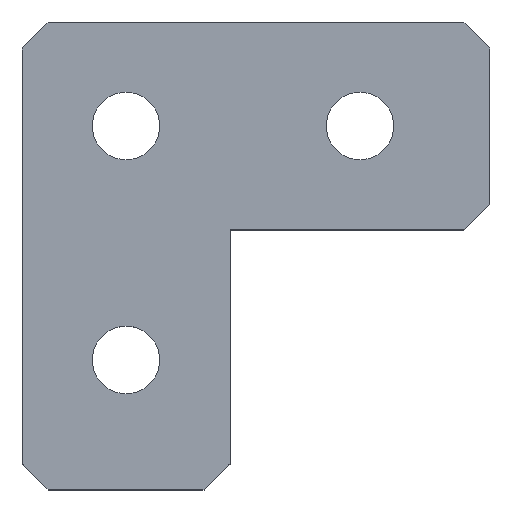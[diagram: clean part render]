
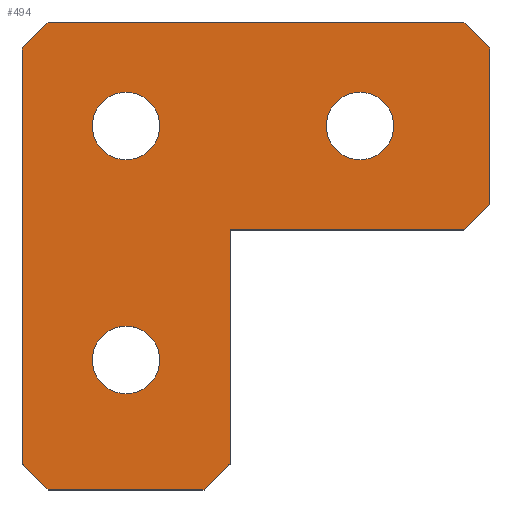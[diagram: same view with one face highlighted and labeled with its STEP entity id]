
A CAD part, top view. The second image highlights one B-rep face of the part: STEP entity #494.
In plain terms, the highlighted planar face has unit normal (0, 0, 1).
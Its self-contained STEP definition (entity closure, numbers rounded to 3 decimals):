
#9 = VECTOR ( 'NONE', #224, 1000. ) ;
#14 = EDGE_CURVE ( 'NONE', #570, #110, #291, .T. ) ;
#25 = DIRECTION ( 'NONE',  ( 0.707, 0.707, 0. ) ) ;
#38 = DIRECTION ( 'NONE',  ( 0., -1., 0. ) ) ;
#39 = DIRECTION ( 'NONE',  ( 0., 1., 0. ) ) ;
#42 = VERTEX_POINT ( 'NONE', #82 ) ;
#54 = CARTESIAN_POINT ( 'NONE',  ( 65., 70., 5. ) ) ;
#57 = CARTESIAN_POINT ( 'NONE',  ( 40., 50., 5. ) ) ;
#69 = CARTESIAN_POINT ( 'NONE',  ( 40., 0., 5. ) ) ;
#71 = VERTEX_POINT ( 'NONE', #220 ) ;
#76 = AXIS2_PLACEMENT_3D ( 'NONE', #608, #605, #573 ) ;
#80 = EDGE_CURVE ( 'NONE', #571, #158, #510, .T. ) ;
#81 = ORIENTED_EDGE ( 'NONE', *, *, #564, .T. ) ;
#82 = CARTESIAN_POINT ( 'NONE',  ( 13.5, 70., 5. ) ) ;
#89 = EDGE_CURVE ( 'NONE', #556, #42, #654, .T. ) ;
#97 = ORIENTED_EDGE ( 'NONE', *, *, #518, .T. ) ;
#106 = CARTESIAN_POINT ( 'NONE',  ( 71.5, 70., 5. ) ) ;
#107 = CARTESIAN_POINT ( 'NONE',  ( 0., 0., 5. ) ) ;
#110 = VERTEX_POINT ( 'NONE', #272 ) ;
#113 = CIRCLE ( 'NONE', #128, 6.5 ) ;
#116 = EDGE_CURVE ( 'NONE', #538, #598, #404, .T. ) ;
#120 = ORIENTED_EDGE ( 'NONE', *, *, #387, .F. ) ;
#128 = AXIS2_PLACEMENT_3D ( 'NONE', #468, #350, #265 ) ;
#138 = CARTESIAN_POINT ( 'NONE',  ( 90., 90., 5. ) ) ;
#142 = ORIENTED_EDGE ( 'NONE', *, *, #323, .T. ) ;
#149 = VECTOR ( 'NONE', #38, 1000. ) ;
#152 = EDGE_CURVE ( 'NONE', #458, #339, #593, .T. ) ;
#158 = VERTEX_POINT ( 'NONE', #563 ) ;
#159 = EDGE_CURVE ( 'NONE', #339, #571, #539, .T. ) ;
#163 = EDGE_CURVE ( 'NONE', #456, #177, #439, .T. ) ;
#171 = VECTOR ( 'NONE', #581, 1000. ) ;
#175 = VECTOR ( 'NONE', #25, 1000. ) ;
#177 = VERTEX_POINT ( 'NONE', #578 ) ;
#178 = ORIENTED_EDGE ( 'NONE', *, *, #163, .T. ) ;
#185 = CIRCLE ( 'NONE', #310, 6.5 ) ;
#191 = LINE ( 'NONE', #69, #613 ) ;
#192 = EDGE_CURVE ( 'NONE', #482, #71, #234, .T. ) ;
#196 = ORIENTED_EDGE ( 'NONE', *, *, #80, .T. ) ;
#199 = CARTESIAN_POINT ( 'NONE',  ( 40., 5., 5. ) ) ;
#202 = LINE ( 'NONE', #215, #617 ) ;
#203 = CARTESIAN_POINT ( 'NONE',  ( 85., 90., 5. ) ) ;
#214 = CARTESIAN_POINT ( 'NONE',  ( 20., 70., 5. ) ) ;
#215 = CARTESIAN_POINT ( 'NONE',  ( -42.5, 42.5, 5. ) ) ;
#218 = CARTESIAN_POINT ( 'NONE',  ( 2.5, 2.5, 5. ) ) ;
#220 = CARTESIAN_POINT ( 'NONE',  ( 35., 0., 5. ) ) ;
#224 = DIRECTION ( 'NONE',  ( -1., 0., 0. ) ) ;
#227 = CARTESIAN_POINT ( 'NONE',  ( 58.5, 70., 5. ) ) ;
#230 = CARTESIAN_POINT ( 'NONE',  ( 65., 70., 5. ) ) ;
#231 = FACE_BOUND ( 'NONE', #579, .T. ) ;
#234 = LINE ( 'NONE', #107, #547 ) ;
#240 = AXIS2_PLACEMENT_3D ( 'NONE', #54, #621, #569 ) ;
#243 = CARTESIAN_POINT ( 'NONE',  ( 85., 50., 5. ) ) ;
#244 = ORIENTED_EDGE ( 'NONE', *, *, #152, .T. ) ;
#245 = CARTESIAN_POINT ( 'NONE',  ( 17.5, -17.5, 5. ) ) ;
#247 = CARTESIAN_POINT ( 'NONE',  ( 90., 55., 5. ) ) ;
#248 = CARTESIAN_POINT ( 'NONE',  ( 90., 85., 5. ) ) ;
#255 = AXIS2_PLACEMENT_3D ( 'NONE', #276, #290, #316 ) ;
#260 = DIRECTION ( 'NONE',  ( 1., 0., 0. ) ) ;
#262 = ORIENTED_EDGE ( 'NONE', *, *, #116, .T. ) ;
#265 = DIRECTION ( 'NONE',  ( -1., 0., 0. ) ) ;
#266 = DIRECTION ( 'NONE',  ( -1., 0., 0. ) ) ;
#270 = CARTESIAN_POINT ( 'NONE',  ( 26.5, 70., 5. ) ) ;
#272 = CARTESIAN_POINT ( 'NONE',  ( 0., 5., 5. ) ) ;
#276 = CARTESIAN_POINT ( 'NONE',  ( 20., 70., 5. ) ) ;
#290 = DIRECTION ( 'NONE',  ( 0., 0., 1. ) ) ;
#291 = LINE ( 'NONE', #364, #149 ) ;
#299 = ORIENTED_EDGE ( 'NONE', *, *, #159, .T. ) ;
#303 = VECTOR ( 'NONE', #484, 1000. ) ;
#310 = AXIS2_PLACEMENT_3D ( 'NONE', #214, #580, #260 ) ;
#311 = ORIENTED_EDGE ( 'NONE', *, *, #639, .T. ) ;
#313 = DIRECTION ( 'NONE',  ( -0.707, -0.707, 0. ) ) ;
#316 = DIRECTION ( 'NONE',  ( 1., 0., 0. ) ) ;
#320 = ORIENTED_EDGE ( 'NONE', *, *, #427, .T. ) ;
#322 = EDGE_CURVE ( 'NONE', #158, #570, #202, .T. ) ;
#323 = EDGE_CURVE ( 'NONE', #598, #538, #469, .T. ) ;
#325 = DIRECTION ( 'NONE',  ( 0.707, 0.707, 0. ) ) ;
#337 = EDGE_LOOP ( 'NONE', ( #142, #262 ) ) ;
#339 = VERTEX_POINT ( 'NONE', #248 ) ;
#350 = DIRECTION ( 'NONE',  ( 0., 0., -1. ) ) ;
#355 = CARTESIAN_POINT ( 'NONE',  ( 26.5, 25., 5. ) ) ;
#359 = FACE_BOUND ( 'NONE', #552, .T. ) ;
#361 = VERTEX_POINT ( 'NONE', #199 ) ;
#363 = VERTEX_POINT ( 'NONE', #243 ) ;
#364 = CARTESIAN_POINT ( 'NONE',  ( 0., 90., 5. ) ) ;
#374 = ORIENTED_EDGE ( 'NONE', *, *, #192, .T. ) ;
#387 = EDGE_CURVE ( 'NONE', #42, #556, #185, .T. ) ;
#388 = VECTOR ( 'NONE', #535, 1000. ) ;
#391 = AXIS2_PLACEMENT_3D ( 'NONE', #612, #614, #628 ) ;
#397 = FACE_OUTER_BOUND ( 'NONE', #607, .T. ) ;
#404 = CIRCLE ( 'NONE', #453, 6.5 ) ;
#405 = ORIENTED_EDGE ( 'NONE', *, *, #14, .T. ) ;
#411 = CARTESIAN_POINT ( 'NONE',  ( 0., 85., 5. ) ) ;
#413 = LINE ( 'NONE', #218, #540 ) ;
#426 = CARTESIAN_POINT ( 'NONE',  ( 90., 0., 5. ) ) ;
#427 = EDGE_CURVE ( 'NONE', #110, #482, #413, .T. ) ;
#435 = VECTOR ( 'NONE', #325, 1000. ) ;
#436 = EDGE_CURVE ( 'NONE', #177, #456, #113, .T. ) ;
#438 = VERTEX_POINT ( 'NONE', #57 ) ;
#439 = CIRCLE ( 'NONE', #391, 6.5 ) ;
#453 = AXIS2_PLACEMENT_3D ( 'NONE', #230, #600, #266 ) ;
#456 = VERTEX_POINT ( 'NONE', #355 ) ;
#458 = VERTEX_POINT ( 'NONE', #247 ) ;
#468 = CARTESIAN_POINT ( 'NONE',  ( 20., 25., 5. ) ) ;
#469 = CIRCLE ( 'NONE', #240, 6.5 ) ;
#482 = VERTEX_POINT ( 'NONE', #537 ) ;
#484 = DIRECTION ( 'NONE',  ( 1., 0., 0. ) ) ;
#493 = LINE ( 'NONE', #245, #175 ) ;
#494 = ADVANCED_FACE ( 'NONE', ( #577, #231, #359, #397 ), #527, .T. ) ;
#510 = LINE ( 'NONE', #138, #9 ) ;
#517 = DIRECTION ( 'NONE',  ( 0.707, -0.707, 0. ) ) ;
#518 = EDGE_CURVE ( 'NONE', #363, #458, #493, .T. ) ;
#520 = CARTESIAN_POINT ( 'NONE',  ( 87.5, 87.5, 5. ) ) ;
#526 = CARTESIAN_POINT ( 'NONE',  ( 17.5, -17.5, 5. ) ) ;
#527 = PLANE ( 'NONE',  #76 ) ;
#531 = ORIENTED_EDGE ( 'NONE', *, *, #322, .T. ) ;
#535 = DIRECTION ( 'NONE',  ( 0., 1., 0. ) ) ;
#536 = CARTESIAN_POINT ( 'NONE',  ( 40., 50., 5. ) ) ;
#537 = CARTESIAN_POINT ( 'NONE',  ( 5., 0., 5. ) ) ;
#538 = VERTEX_POINT ( 'NONE', #106 ) ;
#539 = LINE ( 'NONE', #520, #171 ) ;
#540 = VECTOR ( 'NONE', #517, 1000. ) ;
#542 = EDGE_CURVE ( 'NONE', #71, #361, #550, .T. ) ;
#547 = VECTOR ( 'NONE', #637, 1000. ) ;
#550 = LINE ( 'NONE', #526, #435 ) ;
#552 = EDGE_LOOP ( 'NONE', ( #601, #120 ) ) ;
#556 = VERTEX_POINT ( 'NONE', #270 ) ;
#557 = ORIENTED_EDGE ( 'NONE', *, *, #542, .T. ) ;
#563 = CARTESIAN_POINT ( 'NONE',  ( 5., 90., 5. ) ) ;
#564 = EDGE_CURVE ( 'NONE', #438, #363, #635, .T. ) ;
#569 = DIRECTION ( 'NONE',  ( -1., 0., 0. ) ) ;
#570 = VERTEX_POINT ( 'NONE', #411 ) ;
#571 = VERTEX_POINT ( 'NONE', #203 ) ;
#573 = DIRECTION ( 'NONE',  ( 1., 0., 0. ) ) ;
#576 = ORIENTED_EDGE ( 'NONE', *, *, #436, .T. ) ;
#577 = FACE_BOUND ( 'NONE', #337, .T. ) ;
#578 = CARTESIAN_POINT ( 'NONE',  ( 13.5, 25., 5. ) ) ;
#579 = EDGE_LOOP ( 'NONE', ( #576, #178 ) ) ;
#580 = DIRECTION ( 'NONE',  ( 0., 0., 1. ) ) ;
#581 = DIRECTION ( 'NONE',  ( -0.707, 0.707, 0. ) ) ;
#593 = LINE ( 'NONE', #426, #388 ) ;
#598 = VERTEX_POINT ( 'NONE', #227 ) ;
#600 = DIRECTION ( 'NONE',  ( 0., 0., -1. ) ) ;
#601 = ORIENTED_EDGE ( 'NONE', *, *, #89, .F. ) ;
#605 = DIRECTION ( 'NONE',  ( 0., 0., 1. ) ) ;
#607 = EDGE_LOOP ( 'NONE', ( #244, #299, #196, #531, #405, #320, #374, #557, #311, #81, #97 ) ) ;
#608 = CARTESIAN_POINT ( 'NONE',  ( 0., 0., 5. ) ) ;
#612 = CARTESIAN_POINT ( 'NONE',  ( 20., 25., 5. ) ) ;
#613 = VECTOR ( 'NONE', #39, 1000. ) ;
#614 = DIRECTION ( 'NONE',  ( 0., 0., -1. ) ) ;
#617 = VECTOR ( 'NONE', #313, 1000. ) ;
#621 = DIRECTION ( 'NONE',  ( 0., 0., -1. ) ) ;
#628 = DIRECTION ( 'NONE',  ( -1., 0., 0. ) ) ;
#635 = LINE ( 'NONE', #536, #303 ) ;
#637 = DIRECTION ( 'NONE',  ( 1., 0., 0. ) ) ;
#639 = EDGE_CURVE ( 'NONE', #361, #438, #191, .T. ) ;
#654 = CIRCLE ( 'NONE', #255, 6.5 ) ;
